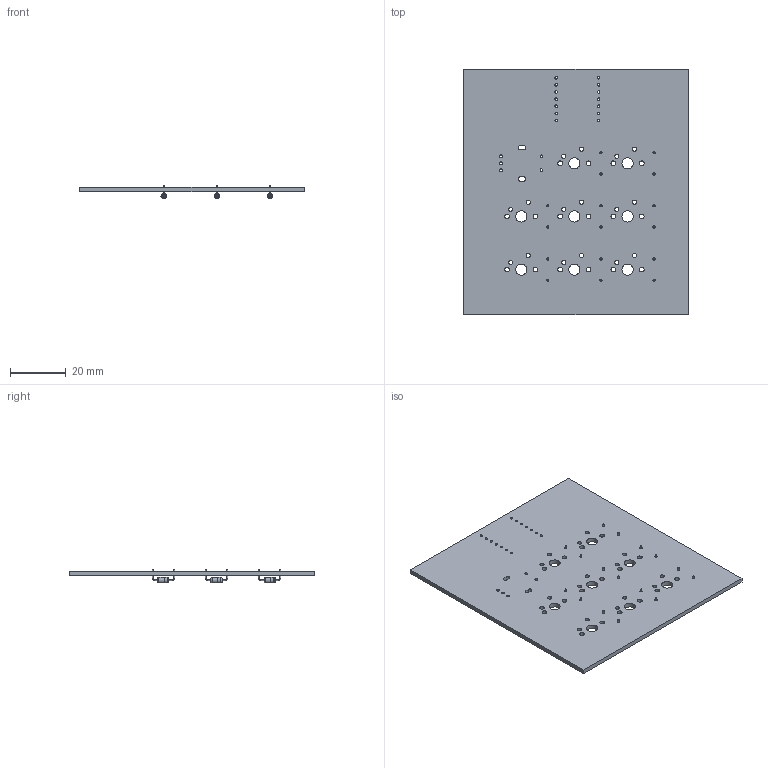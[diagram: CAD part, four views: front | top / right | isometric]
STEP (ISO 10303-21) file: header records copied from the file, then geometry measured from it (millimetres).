
FILE_DESCRIPTION(('KiCad electronic assembly'),'2;1');
FILE_NAME('my actual macropad.step','2025-02-20T18:09:06',('Pcbnew'),( 'Kicad'),'Open CASCADE STEP processor 7.8','KiCad to STEP converter' ,'Unknown');
FILE_SCHEMA(('AUTOMOTIVE_DESIGN { 1 0 10303 214 1 1 1 1 }'));
Length unit declared in the file: millimetre
Products named in the file (4): my actual macropad 1; D_DO-35_SOD27_P7.62mm_Horizontal; my actual macropad_PCB
Assembly tree (10 placements, depth 3):
  my actual macropad 1
    D_DO-35_SOD27_P7.62mm_Horizontal  x8
      D_DO-35_SOD27_P7.62mm_Horizontal
    my actual macropad_PCB
Bounding box: 80.39 x 87.94 x 5.01 mm (x, y, z)
Volume: 11123.9 mm3; surface area: 15313.5 mm2
Topology: 17 solids, 17 shells, 217 faces, 453 edges, 286 vertices
Faces by surface type: cylinder 127, plane 58, torus 32
Full cylindrical faces by diameter (mm): 0.5 x24, 0.8 x16, 0.889 x14, 1 x5, 1.5 x16, 1.7 x16, 2 x16, 2.02 x8, 4 x8
Entity records: 3956 total; most frequent: DIRECTION 693, CARTESIAN_POINT 589, ORIENTED_EDGE 570, AXIS2_PLACEMENT_3D 292, EDGE_CURVE 285, FACE_BOUND 261, EDGE_LOOP 261, VERTEX_POINT 188
